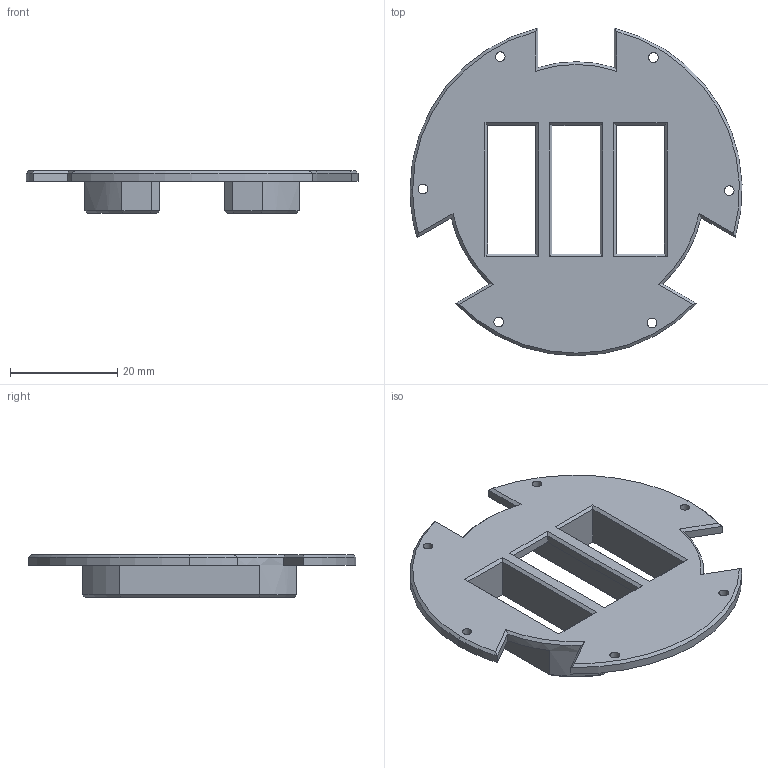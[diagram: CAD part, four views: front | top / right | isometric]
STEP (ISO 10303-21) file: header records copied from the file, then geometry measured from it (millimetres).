
FILE_DESCRIPTION(('HOOPS Exchange Step'),'2;1');
FILE_NAME('temp_export','2023-06-13T19:31:58-04:00',('gmoua'),('Shapr3D Limited'),'HOOPS Exchange 2022.2','Shapr3D','Authorized');
FILE_SCHEMA( ('AUTOMOTIVE_DESIGN { 1 0 10303 214 1 1 1 1 }') );
Length unit declared in the file: millimetre
Products named in the file (1): Baffle Upper
Bounding box: 61.98 x 61.17 x 8 mm (x, y, z)
Volume: 7576.5 mm3; surface area: 6823.4 mm2
Topology: 1 solids, 1 shells, 90 faces, 223 edges, 135 vertices
Faces by surface type: plane 64, cylinder 15, cone 11
Full cylindrical faces by diameter (mm): 1.8 x6
Entity records: 2684 total; most frequent: CARTESIAN_POINT 509, ORIENTED_EDGE 446, DIRECTION 430, EDGE_CURVE 223, VECTOR 158, LINE 158, AXIS2_PLACEMENT_3D 136, VERTEX_POINT 135
